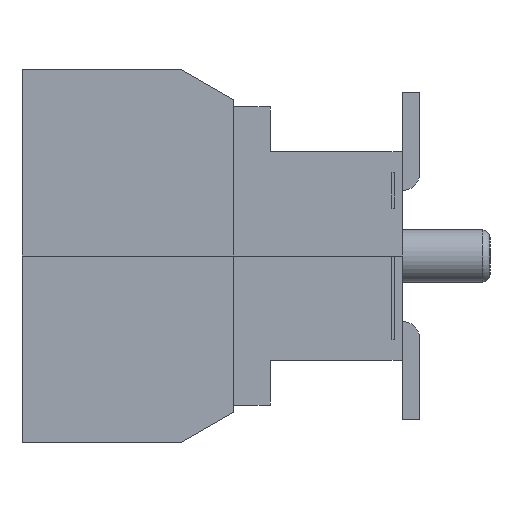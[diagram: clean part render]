
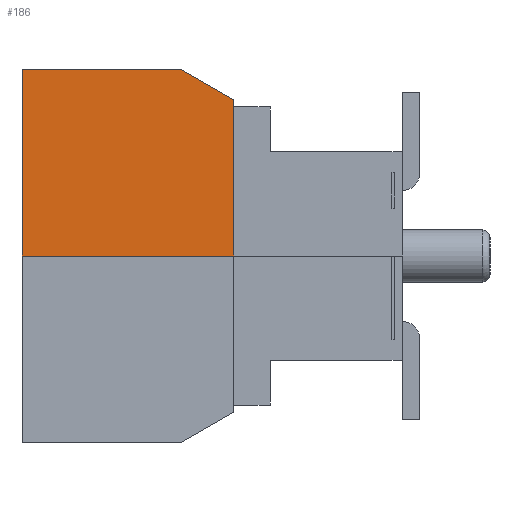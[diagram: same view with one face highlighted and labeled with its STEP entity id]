
A CAD part, left-side view. The second image highlights one B-rep face of the part: STEP entity #186.
In plain terms, the highlighted planar face has unit normal (-1, 0, 0).
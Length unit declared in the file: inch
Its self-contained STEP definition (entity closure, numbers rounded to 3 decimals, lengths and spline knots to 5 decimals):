
#186 = ADVANCED_FACE( '', ( #1377 ), #1378, .T. );
#1377 = FACE_OUTER_BOUND( '', #3720, .T. );
#1378 = PLANE( '', #3721 );
#3720 = EDGE_LOOP( '', ( #6397, #6398, #6399, #6400, #6401 ) );
#3721 = AXIS2_PLACEMENT_3D( '', #6402, #6403, #6404 );
#6397 = ORIENTED_EDGE( '', *, *, #16140, .T. );
#6398 = ORIENTED_EDGE( '', *, *, #16199, .T. );
#6399 = ORIENTED_EDGE( '', *, *, #16197, .T. );
#6400 = ORIENTED_EDGE( '', *, *, #16161, .F. );
#6401 = ORIENTED_EDGE( '', *, *, #16200, .F. );
#6402 = CARTESIAN_POINT( '', ( -0.73698, 0.113, 0. ) );
#6403 = DIRECTION( '', ( -1., 0., 0. ) );
#6404 = DIRECTION( '', ( 0., 0., 1. ) );
#16140 = EDGE_CURVE( '', #19736, #19734, #19737, .T. );
#16161 = EDGE_CURVE( '', #19776, #19778, #19779, .T. );
#16197 = EDGE_CURVE( '', #19835, #19778, #19836, .T. );
#16199 = EDGE_CURVE( '', #19734, #19835, #19838, .T. );
#16200 = EDGE_CURVE( '', #19736, #19776, #19839, .T. );
#19734 = VERTEX_POINT( '', #25520 );
#19736 = VERTEX_POINT( '', #25523 );
#19737 = LINE( '', #25524, #25525 );
#19776 = VERTEX_POINT( '', #25583 );
#19778 = VERTEX_POINT( '', #25586 );
#19779 = LINE( '', #25587, #25588 );
#19835 = VERTEX_POINT( '', #25679 );
#19836 = LINE( '', #25680, #25681 );
#19838 = LINE( '', #25684, #25685 );
#19839 = LINE( '', #25686, #25687 );
#25520 = CARTESIAN_POINT( '', ( -0.73698, 0.113, 0.10479 ) );
#25523 = CARTESIAN_POINT( '', ( -0.73698, 0.113, 0. ) );
#25524 = CARTESIAN_POINT( '', ( -0.73698, 0.113, 0. ) );
#25525 = VECTOR( '', #33426, 39.37008 );
#25583 = CARTESIAN_POINT( '', ( -0.73698, 0.255, 0. ) );
#25586 = CARTESIAN_POINT( '', ( -0.73698, 0.255, 0.125 ) );
#25587 = CARTESIAN_POINT( '', ( -0.73698, 0.255, 0. ) );
#25588 = VECTOR( '', #33447, 39.37008 );
#25679 = CARTESIAN_POINT( '', ( -0.73698, 0.148, 0.125 ) );
#25680 = CARTESIAN_POINT( '', ( -0.73698, 0.113, 0.125 ) );
#25681 = VECTOR( '', #33483, 39.37008 );
#25684 = CARTESIAN_POINT( '', ( -0.73698, 0.06762, 0.07859 ) );
#25685 = VECTOR( '', #33485, 39.37008 );
#25686 = CARTESIAN_POINT( '', ( -0.73698, 0.113, 0. ) );
#25687 = VECTOR( '', #33486, 39.37008 );
#33426 = DIRECTION( '', ( 0., 0., 1. ) );
#33447 = DIRECTION( '', ( 0., 0., 1. ) );
#33483 = DIRECTION( '', ( 0., 1., 0. ) );
#33485 = DIRECTION( '', ( 0., 0.866, 0.5 ) );
#33486 = DIRECTION( '', ( 0., 1., 0. ) );
